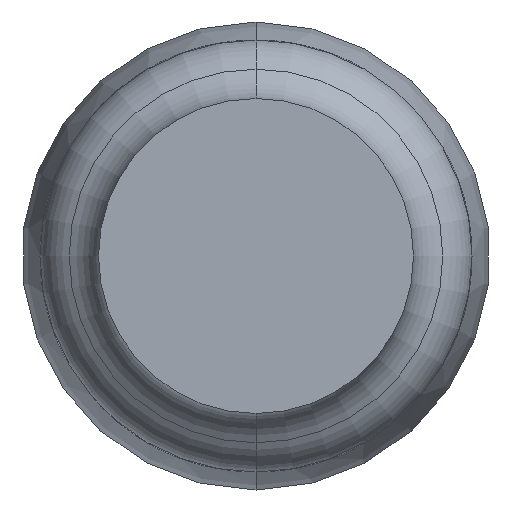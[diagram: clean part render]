
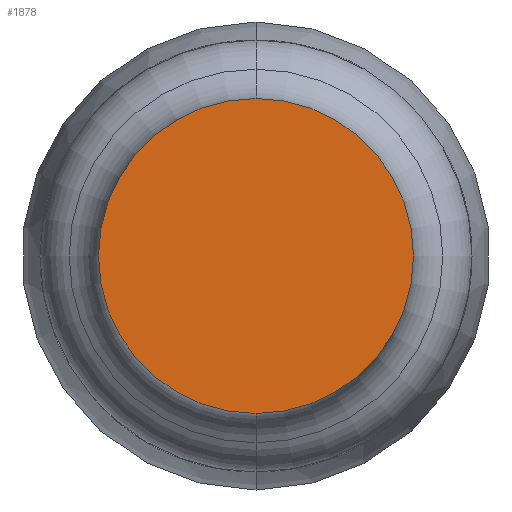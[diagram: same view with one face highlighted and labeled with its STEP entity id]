
A CAD part, front view. The second image highlights one B-rep face of the part: STEP entity #1878.
In plain terms, the highlighted planar face has unit normal (0, -1, 0).
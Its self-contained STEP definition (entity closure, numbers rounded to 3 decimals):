
#101 = CARTESIAN_POINT ( 'NONE',  ( 0., -40.637, 0.35 ) ) ;
#294 = DIRECTION ( 'NONE',  ( 0., 0., 1. ) ) ;
#480 = DIRECTION ( 'NONE',  ( 0., 1., 0. ) ) ;
#561 = DIRECTION ( 'NONE',  ( 0., 1., 0. ) ) ;
#822 = CARTESIAN_POINT ( 'NONE',  ( 0., -40.637, 0. ) ) ;
#993 = CARTESIAN_POINT ( 'NONE',  ( 0., -40.637, -0.35 ) ) ;
#1093 = EDGE_LOOP ( 'NONE', ( #1629, #3212 ) ) ;
#1476 = PLANE ( 'NONE',  #3709 ) ;
#1629 = ORIENTED_EDGE ( 'NONE', *, *, #3109, .F. ) ;
#1631 = AXIS2_PLACEMENT_3D ( 'NONE', #3201, #480, #3501 ) ;
#1686 = EDGE_CURVE ( 'Defeature ausgef�hrt1_2+Defeature ausgef�hrt1_1+Defeature ausgef�hrt1_1+Defeature ausgef�hrt1_1', #2416, #3647, #3108, .T. ) ;
#1878 = ADVANCED_FACE ( 'Defeature ausgef�hrt1_1', ( #2147 ), #1476, .F. ) ;
#2141 = DIRECTION ( 'NONE',  ( 0., 0., 1. ) ) ;
#2147 = FACE_OUTER_BOUND ( 'NONE', #1093, .T. ) ;
#2416 = VERTEX_POINT ( 'NONE', #993 ) ;
#2419 = DIRECTION ( 'NONE',  ( 0., 1., 0. ) ) ;
#2710 = CARTESIAN_POINT ( 'NONE',  ( 0., -40.637, 0. ) ) ;
#3108 = CIRCLE ( 'NONE', #1631, 0.35 ) ;
#3109 = EDGE_CURVE ( 'Defeature ausgef�hrt1_2+Defeature ausgef�hrt1_1+Defeature ausgef�hrt1_1+Defeature ausgef�hrt1_1', #3647, #2416, #3642, .T. ) ;
#3201 = CARTESIAN_POINT ( 'NONE',  ( 0., -40.637, 0. ) ) ;
#3212 = ORIENTED_EDGE ( 'NONE', *, *, #1686, .F. ) ;
#3277 = AXIS2_PLACEMENT_3D ( 'NONE', #2710, #2419, #294 ) ;
#3501 = DIRECTION ( 'NONE',  ( 0., 0., 1. ) ) ;
#3642 = CIRCLE ( 'NONE', #3277, 0.35 ) ;
#3647 = VERTEX_POINT ( 'NONE', #101 ) ;
#3709 = AXIS2_PLACEMENT_3D ( 'NONE', #822, #561, #2141 ) ;
